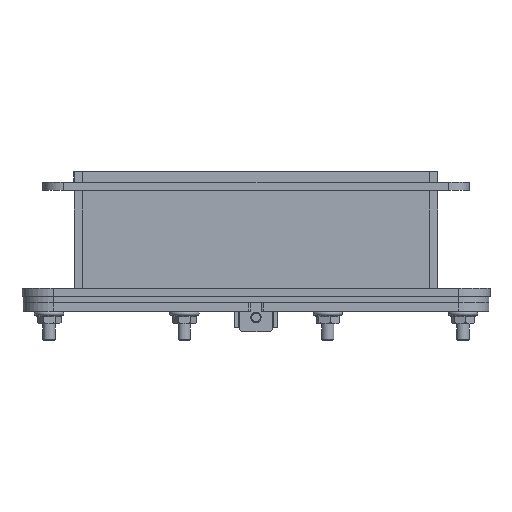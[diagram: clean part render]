
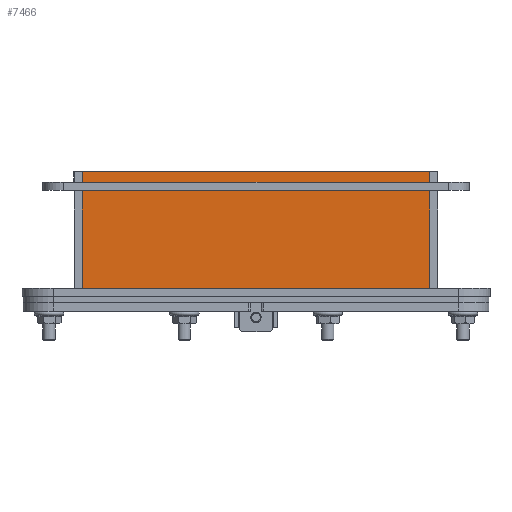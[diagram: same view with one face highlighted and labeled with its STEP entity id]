
A CAD part, left-side view. The second image highlights one B-rep face of the part: STEP entity #7466.
In plain terms, the highlighted face is planar.
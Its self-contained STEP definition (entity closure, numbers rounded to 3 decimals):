
#637=PLANE('',#8346);
#975=FACE_OUTER_BOUND('',#1439,.T.);
#1439=EDGE_LOOP('',(#6108,#6109,#6110,#6111));
#1972=LINE('',#11785,#2689);
#1973=LINE('',#11787,#2690);
#1974=LINE('',#11789,#2691);
#1975=LINE('',#11790,#2692);
#2689=VECTOR('',#9633,10.);
#2690=VECTOR('',#9634,10.);
#2691=VECTOR('',#9635,10.);
#2692=VECTOR('',#9636,10.);
#3636=VERTEX_POINT('',#11783);
#3637=VERTEX_POINT('',#11784);
#3638=VERTEX_POINT('',#11786);
#3639=VERTEX_POINT('',#11788);
#4520=EDGE_CURVE('',#3636,#3637,#1972,.T.);
#4521=EDGE_CURVE('',#3637,#3638,#1973,.F.);
#4522=EDGE_CURVE('',#3638,#3639,#1974,.T.);
#4523=EDGE_CURVE('',#3639,#3636,#1975,.F.);
#6108=ORIENTED_EDGE('',*,*,#4520,.T.);
#6109=ORIENTED_EDGE('',*,*,#4521,.T.);
#6110=ORIENTED_EDGE('',*,*,#4522,.T.);
#6111=ORIENTED_EDGE('',*,*,#4523,.T.);
#7466=ADVANCED_FACE('',(#975),#637,.T.);
#8346=AXIS2_PLACEMENT_3D('',#11782,#9631,#9632);
#9631=DIRECTION('center_axis',(0.,0.,-1.));
#9632=DIRECTION('ref_axis',(-1.,0.,0.));
#9633=DIRECTION('',(-1.,0.,0.));
#9634=DIRECTION('',(0.,-1.,0.));
#9635=DIRECTION('',(1.,0.,0.));
#9636=DIRECTION('',(0.,1.,0.));
#11782=CARTESIAN_POINT('Origin',(0.,0.,-2.));
#11783=CARTESIAN_POINT('',(83.5,-30.,-2.));
#11784=CARTESIAN_POINT('',(-83.5,-30.,-2.));
#11785=CARTESIAN_POINT('',(-87.2,-30.,-2.));
#11786=CARTESIAN_POINT('',(-83.5,30.,-2.));
#11787=CARTESIAN_POINT('',(-83.5,15.,-2.));
#11788=CARTESIAN_POINT('',(83.5,30.,-2.));
#11789=CARTESIAN_POINT('',(87.2,30.,-2.));
#11790=CARTESIAN_POINT('',(83.5,-15.,-2.));
